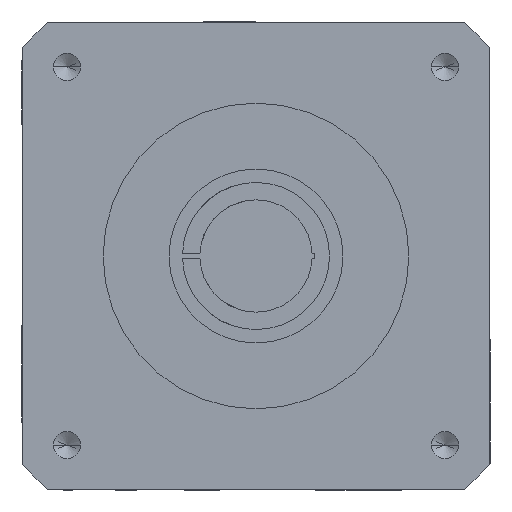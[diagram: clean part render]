
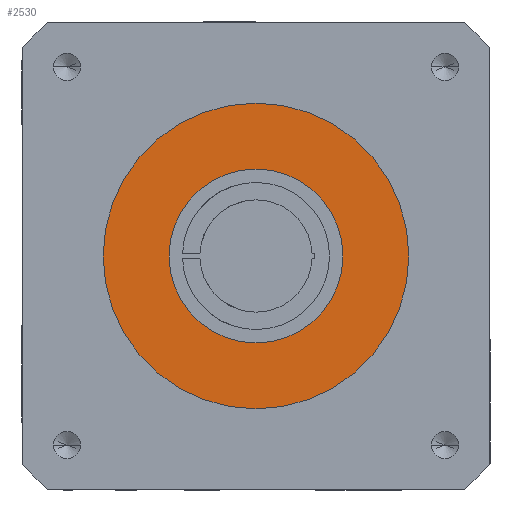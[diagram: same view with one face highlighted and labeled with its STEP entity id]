
A CAD part, front view. The second image highlights one B-rep face of the part: STEP entity #2530.
In plain terms, the highlighted face is planar.
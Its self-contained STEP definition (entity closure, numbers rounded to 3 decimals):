
#33 = ORIENTED_EDGE ( 'NONE', *, *, #677, .F. ) ;
#60 = PLANE ( 'NONE',  #3739 ) ;
#159 = DIRECTION ( 'NONE',  ( 0., 1., 0. ) ) ;
#173 = VERTEX_POINT ( 'NONE', #2097 ) ;
#286 = DIRECTION ( 'NONE',  ( 0., 1., 0. ) ) ;
#360 = DIRECTION ( 'NONE',  ( 0., 1., 0. ) ) ;
#677 = EDGE_CURVE ( 'NONE', #2246, #4400, #2232, .T. ) ;
#884 = FACE_BOUND ( 'NONE', #1175, .T. ) ;
#1175 = EDGE_LOOP ( 'NONE', ( #33, #4349 ) ) ;
#1221 = EDGE_LOOP ( 'NONE', ( #2009, #3759 ) ) ;
#1373 = CARTESIAN_POINT ( 'NONE',  ( 0., 70., 0. ) ) ;
#1382 = CIRCLE ( 'NONE', #2932, 57.15 ) ;
#1438 = DIRECTION ( 'NONE',  ( 0., 0., 1. ) ) ;
#1455 = AXIS2_PLACEMENT_3D ( 'NONE', #4356, #159, #4775 ) ;
#1489 = CARTESIAN_POINT ( 'NONE',  ( 0., 70., 0. ) ) ;
#1625 = EDGE_CURVE ( 'NONE', #173, #3572, #2945, .T. ) ;
#1824 = CARTESIAN_POINT ( 'NONE',  ( 0., 70., 0. ) ) ;
#2008 = EDGE_CURVE ( 'NONE', #3572, #173, #1382, .T. ) ;
#2009 = ORIENTED_EDGE ( 'NONE', *, *, #1625, .T. ) ;
#2097 = CARTESIAN_POINT ( 'NONE',  ( 0., 70., 57.15 ) ) ;
#2232 = CIRCLE ( 'NONE', #2750, 32.5 ) ;
#2246 = VERTEX_POINT ( 'NONE', #2830 ) ;
#2427 = CIRCLE ( 'NONE', #1455, 32.5 ) ;
#2530 = ADVANCED_FACE ( 'NONE', ( #884, #3829 ), #60, .T. ) ;
#2559 = DIRECTION ( 'NONE',  ( 0., 1., 0. ) ) ;
#2750 = AXIS2_PLACEMENT_3D ( 'NONE', #1824, #286, #1438 ) ;
#2830 = CARTESIAN_POINT ( 'NONE',  ( 0., 70., 32.5 ) ) ;
#2910 = CARTESIAN_POINT ( 'NONE',  ( 0., 70., -32.5 ) ) ;
#2932 = AXIS2_PLACEMENT_3D ( 'NONE', #1489, #360, #3823 ) ;
#2945 = CIRCLE ( 'NONE', #4079, 57.15 ) ;
#3572 = VERTEX_POINT ( 'NONE', #3964 ) ;
#3596 = EDGE_CURVE ( 'NONE', #4400, #2246, #2427, .T. ) ;
#3739 = AXIS2_PLACEMENT_3D ( 'NONE', #4678, #4707, #4663 ) ;
#3759 = ORIENTED_EDGE ( 'NONE', *, *, #2008, .T. ) ;
#3823 = DIRECTION ( 'NONE',  ( 0., 0., 1. ) ) ;
#3829 = FACE_OUTER_BOUND ( 'NONE', #1221, .T. ) ;
#3964 = CARTESIAN_POINT ( 'NONE',  ( 0., 70., -57.15 ) ) ;
#4079 = AXIS2_PLACEMENT_3D ( 'NONE', #1373, #2559, #4466 ) ;
#4349 = ORIENTED_EDGE ( 'NONE', *, *, #3596, .F. ) ;
#4356 = CARTESIAN_POINT ( 'NONE',  ( 0., 70., 0. ) ) ;
#4400 = VERTEX_POINT ( 'NONE', #2910 ) ;
#4466 = DIRECTION ( 'NONE',  ( 0., 0., 1. ) ) ;
#4663 = DIRECTION ( 'NONE',  ( 0., 0., 1. ) ) ;
#4678 = CARTESIAN_POINT ( 'NONE',  ( 0., 70., 0. ) ) ;
#4707 = DIRECTION ( 'NONE',  ( 0., 1., 0. ) ) ;
#4775 = DIRECTION ( 'NONE',  ( 0., 0., 1. ) ) ;
